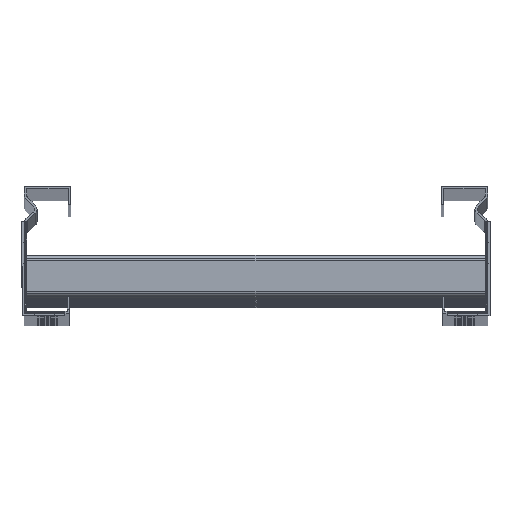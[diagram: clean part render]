
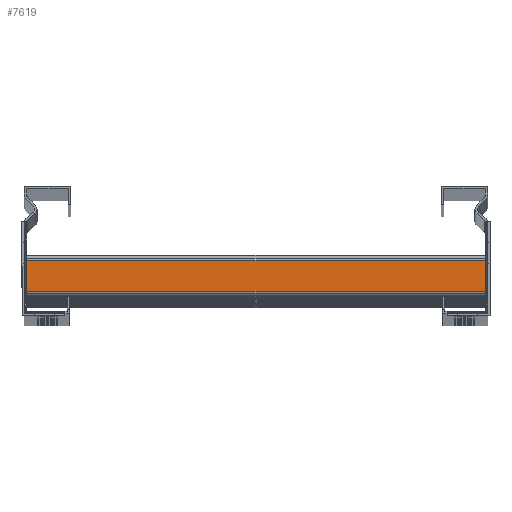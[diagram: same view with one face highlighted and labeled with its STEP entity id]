
A CAD part, top view. The second image highlights one B-rep face of the part: STEP entity #7619.
In plain terms, the highlighted face is planar.
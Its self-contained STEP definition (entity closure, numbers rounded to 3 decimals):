
#228 = CARTESIAN_POINT ( 'NONE',  ( 18., 2.5, 99. ) ) ;
#270 = ORIENTED_EDGE ( 'NONE', *, *, #6129, .T. ) ;
#573 = CARTESIAN_POINT ( 'NONE',  ( 18., 15.5, -99. ) ) ;
#1334 = LINE ( 'NONE', #2777, #4709 ) ;
#1612 = VECTOR ( 'NONE', #1784, 1000. ) ;
#1784 = DIRECTION ( 'NONE',  ( 0., 0., -1. ) ) ;
#1851 = CARTESIAN_POINT ( 'NONE',  ( 18., 15.5, 99. ) ) ;
#2105 = VECTOR ( 'NONE', #6327, 1000. ) ;
#2209 = DIRECTION ( 'NONE',  ( 1., 0., 0. ) ) ;
#2777 = CARTESIAN_POINT ( 'NONE',  ( 18., 18., 99. ) ) ;
#2943 = EDGE_CURVE ( 'NONE', #6979, #5405, #7883, .T. ) ;
#3302 = ORIENTED_EDGE ( 'NONE', *, *, #8026, .F. ) ;
#3398 = CARTESIAN_POINT ( 'NONE',  ( 18., 18., -99. ) ) ;
#3432 = VECTOR ( 'NONE', #9253, 1000. ) ;
#3662 = DIRECTION ( 'NONE',  ( 0., -1., 0. ) ) ;
#4018 = LINE ( 'NONE', #228, #3432 ) ;
#4610 = EDGE_LOOP ( 'NONE', ( #3302, #5048, #270, #8183 ) ) ;
#4709 = VECTOR ( 'NONE', #3662, 1000. ) ;
#5048 = ORIENTED_EDGE ( 'NONE', *, *, #2943, .F. ) ;
#5405 = VERTEX_POINT ( 'NONE', #573 ) ;
#5589 = VERTEX_POINT ( 'NONE', #7460 ) ;
#5863 = EDGE_CURVE ( 'NONE', #5589, #6456, #4018, .T. ) ;
#5913 = DIRECTION ( 'NONE',  ( 0., 0., -1. ) ) ;
#6129 = EDGE_CURVE ( 'NONE', #6979, #5589, #1334, .T. ) ;
#6327 = DIRECTION ( 'NONE',  ( 0., -1., 0. ) ) ;
#6456 = VERTEX_POINT ( 'NONE', #8854 ) ;
#6655 = CARTESIAN_POINT ( 'NONE',  ( 18., 18., 99. ) ) ;
#6869 = LINE ( 'NONE', #3398, #2105 ) ;
#6979 = VERTEX_POINT ( 'NONE', #8649 ) ;
#7460 = CARTESIAN_POINT ( 'NONE',  ( 18., 2.5, 99. ) ) ;
#7619 = ADVANCED_FACE ( 'NONE', ( #9554 ), #9586, .T. ) ;
#7883 = LINE ( 'NONE', #1851, #1612 ) ;
#8026 = EDGE_CURVE ( 'NONE', #5405, #6456, #6869, .T. ) ;
#8183 = ORIENTED_EDGE ( 'NONE', *, *, #5863, .T. ) ;
#8649 = CARTESIAN_POINT ( 'NONE',  ( 18., 15.5, 99. ) ) ;
#8676 = AXIS2_PLACEMENT_3D ( 'NONE', #6655, #2209, #5913 ) ;
#8854 = CARTESIAN_POINT ( 'NONE',  ( 18., 2.5, -99. ) ) ;
#9253 = DIRECTION ( 'NONE',  ( 0., 0., -1. ) ) ;
#9554 = FACE_OUTER_BOUND ( 'NONE', #4610, .T. ) ;
#9586 = PLANE ( 'NONE',  #8676 ) ;
